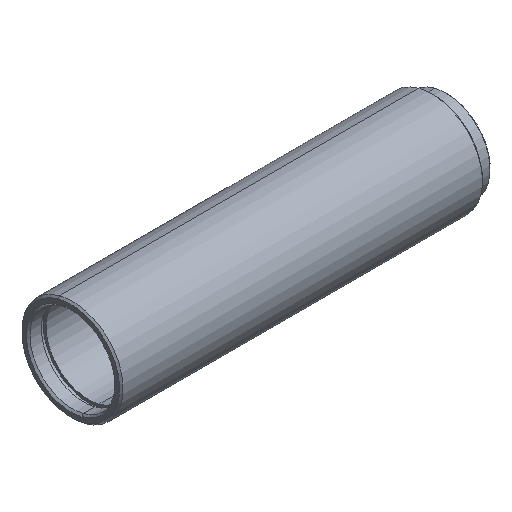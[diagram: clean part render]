
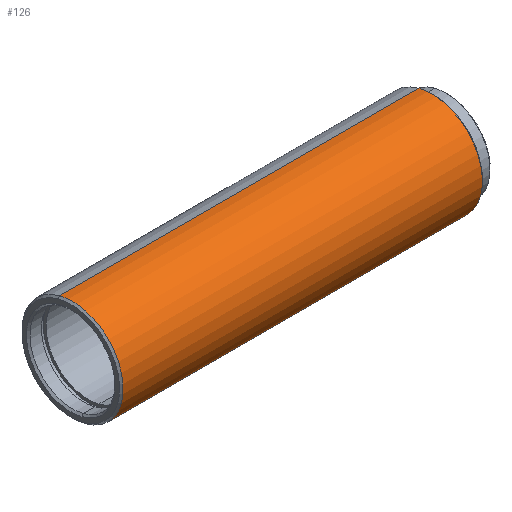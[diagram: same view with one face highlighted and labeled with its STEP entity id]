
A CAD part, isometric view. The second image highlights one B-rep face of the part: STEP entity #126.
In plain terms, the highlighted cylindrical face has radius 14.5 mm (diameter 29 mm), a partial arc.
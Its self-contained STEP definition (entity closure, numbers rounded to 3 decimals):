
#126 = ADVANCED_FACE ( 'NONE', ( #2815 ), #673, .T. ) ;
#162 = CARTESIAN_POINT ( 'NONE',  ( 19.161, -3.69, -14.022 ) ) ;
#175 = VERTEX_POINT ( 'NONE', #162 ) ;
#602 = EDGE_CURVE ( 'NONE', #2980, #4489, #3017, .T. ) ;
#612 = ORIENTED_EDGE ( 'NONE', *, *, #602, .T. ) ;
#619 = ORIENTED_EDGE ( 'NONE', *, *, #3235, .F. ) ;
#673 = CYLINDRICAL_SURFACE ( 'NONE', #4503, 14.5 ) ;
#825 = EDGE_LOOP ( 'NONE', ( #619, #4846, #612, #3913 ) ) ;
#970 = AXIS2_PLACEMENT_3D ( 'NONE', #1616, #2757, #1561 ) ;
#1012 = EDGE_CURVE ( 'NONE', #4489, #175, #3305, .T. ) ;
#1096 = EDGE_CURVE ( 'NONE', #3643, #2980, #1531, .T. ) ;
#1283 = DIRECTION ( 'NONE',  ( -1., 0., 0. ) ) ;
#1302 = CARTESIAN_POINT ( 'NONE',  ( 18.661, 3.69, 14.022 ) ) ;
#1531 = CIRCLE ( 'NONE', #970, 14.5 ) ;
#1561 = DIRECTION ( 'NONE',  ( 0., 0.255, 0.967 ) ) ;
#1616 = CARTESIAN_POINT ( 'NONE',  ( 122.021, 0., 0. ) ) ;
#1679 = DIRECTION ( 'NONE',  ( -1., 0., 0. ) ) ;
#1705 = CARTESIAN_POINT ( 'NONE',  ( 18.661, -3.69, -14.022 ) ) ;
#2095 = CARTESIAN_POINT ( 'NONE',  ( 18.661, 0., 0. ) ) ;
#2460 = DIRECTION ( 'NONE',  ( 0., 0.255, 0.967 ) ) ;
#2648 = VECTOR ( 'NONE', #2880, 1000. ) ;
#2757 = DIRECTION ( 'NONE',  ( -1., 0., 0. ) ) ;
#2815 = FACE_OUTER_BOUND ( 'NONE', #825, .T. ) ;
#2880 = DIRECTION ( 'NONE',  ( -1., 0., 0. ) ) ;
#2964 = VECTOR ( 'NONE', #1283, 1000. ) ;
#2980 = VERTEX_POINT ( 'NONE', #4872 ) ;
#3017 = LINE ( 'NONE', #1302, #2964 ) ;
#3235 = EDGE_CURVE ( 'NONE', #3643, #175, #3960, .T. ) ;
#3305 = CIRCLE ( 'NONE', #4676, 14.5 ) ;
#3643 = VERTEX_POINT ( 'NONE', #3860 ) ;
#3801 = DIRECTION ( 'NONE',  ( 1., 0., 0. ) ) ;
#3814 = CARTESIAN_POINT ( 'NONE',  ( 19.161, 0., 0. ) ) ;
#3860 = CARTESIAN_POINT ( 'NONE',  ( 122.021, -3.69, -14.022 ) ) ;
#3913 = ORIENTED_EDGE ( 'NONE', *, *, #1012, .T. ) ;
#3960 = LINE ( 'NONE', #1705, #2648 ) ;
#4173 = DIRECTION ( 'NONE',  ( 0., -0.255, -0.967 ) ) ;
#4489 = VERTEX_POINT ( 'NONE', #4646 ) ;
#4503 = AXIS2_PLACEMENT_3D ( 'NONE', #2095, #1679, #2460 ) ;
#4646 = CARTESIAN_POINT ( 'NONE',  ( 19.161, 3.69, 14.022 ) ) ;
#4676 = AXIS2_PLACEMENT_3D ( 'NONE', #3814, #3801, #4173 ) ;
#4846 = ORIENTED_EDGE ( 'NONE', *, *, #1096, .T. ) ;
#4872 = CARTESIAN_POINT ( 'NONE',  ( 122.021, 3.69, 14.022 ) ) ;
